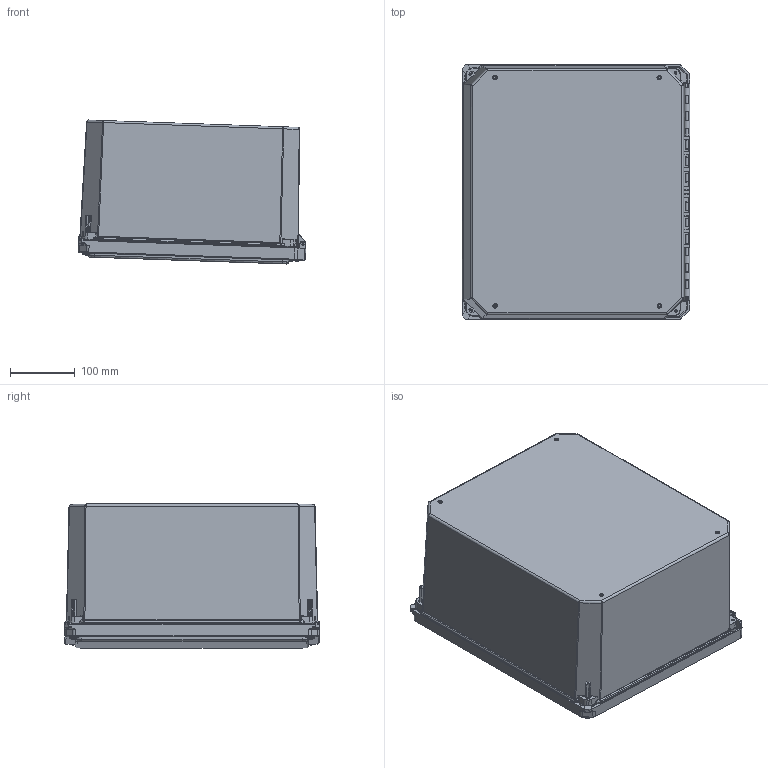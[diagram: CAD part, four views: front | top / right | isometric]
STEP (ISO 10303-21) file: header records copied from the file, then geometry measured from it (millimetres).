
FILE_DESCRIPTION (( 'STEP AP214' ), '1' );
FILE_NAME ('FR141208HW.STEP', '2021-10-07T15:27:28', ( '' ), ( '' ), 'SwSTEP 2.0', 'SolidWorks 2021', '' );
FILE_SCHEMA (( 'AUTOMOTIVE_DESIGN' ));
Length unit declared in the file: inch
Products named in the file (1): FR141208HW
Bounding box: 352.52 x 393.53 x 222.67 mm (x, y, z)
Volume: 2366499.1 mm3; surface area: 1174239.5 mm2
Topology: 23 solids, 23 shells, 2244 faces, 5674 edges, 3385 vertices
Faces by surface type: cylinder 889, plane 702, bspline 353, torus 187, cone 84, sphere 29
Entity records: 90113 total; most frequent: CARTESIAN_POINT 40677, ORIENTED_EDGE 11156, DIRECTION 8827, EDGE_CURVE 5578, VERTEX_POINT 3380, AXIS2_PLACEMENT_3D 3093, VECTOR 2641, LINE 2641
